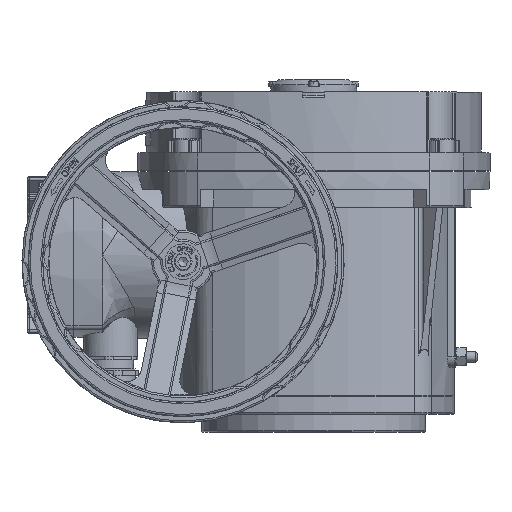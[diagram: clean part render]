
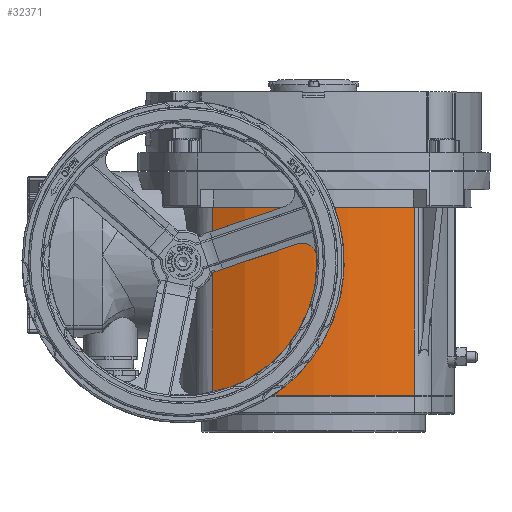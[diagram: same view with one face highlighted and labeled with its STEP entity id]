
A CAD part, top view. The second image highlights one B-rep face of the part: STEP entity #32371.
In plain terms, the highlighted cylindrical face has radius 130 mm (diameter 260 mm), a partial arc.
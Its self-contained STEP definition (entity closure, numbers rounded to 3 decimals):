
#3036=LINE('',#61161,#5174);
#3102=LINE('',#61575,#5240);
#5174=VECTOR('',#41488,10.);
#5240=VECTOR('',#41852,10.);
#6404=CYLINDRICAL_SURFACE('',#35301,130.);
#7646=FACE_OUTER_BOUND('',#9525,.T.);
#9525=EDGE_LOOP('',(#25381,#25382,#25383,#25384));
#10400=CIRCLE('',#33434,130.);
#11345=CIRCLE('',#35298,130.);
#12044=VERTEX_POINT('',#46503);
#12045=VERTEX_POINT('',#46505);
#13712=VERTEX_POINT('',#61159);
#13768=VERTEX_POINT('',#61569);
#15100=EDGE_CURVE('',#12044,#12045,#10400,.T.);
#17673=EDGE_CURVE('',#13712,#12044,#3036,.T.);
#17796=EDGE_CURVE('',#13712,#13768,#11345,.T.);
#17798=EDGE_CURVE('',#13768,#12045,#3102,.T.);
#25381=ORIENTED_EDGE('',*,*,#17796,.T.);
#25382=ORIENTED_EDGE('',*,*,#17798,.T.);
#25383=ORIENTED_EDGE('',*,*,#15100,.F.);
#25384=ORIENTED_EDGE('',*,*,#17673,.F.);
#32371=ADVANCED_FACE('',(#7646),#6404,.T.);
#33434=AXIS2_PLACEMENT_3D('',#46506,#36857,#36858);
#35298=AXIS2_PLACEMENT_3D('',#61571,#41846,#41847);
#35301=AXIS2_PLACEMENT_3D('',#61576,#41853,#41854);
#36857=DIRECTION('center_axis',(0.,1.,0.));
#36858=DIRECTION('ref_axis',(-0.433,0.,0.901));
#41488=DIRECTION('',(0.,1.,0.));
#41846=DIRECTION('center_axis',(0.,1.,0.));
#41847=DIRECTION('ref_axis',(-0.433,0.,0.901));
#41852=DIRECTION('',(0.,1.,0.));
#41853=DIRECTION('center_axis',(0.,1.,0.));
#41854=DIRECTION('ref_axis',(-0.433,0.,0.901));
#46503=CARTESIAN_POINT('',(-56.317,125.5,65.678));
#46505=CARTESIAN_POINT('',(56.317,125.5,65.678));
#46506=CARTESIAN_POINT('Origin',(0.,125.5,-51.49));
#61159=CARTESIAN_POINT('',(-56.317,20.5,65.678));
#61161=CARTESIAN_POINT('',(-56.317,20.5,65.678));
#61569=CARTESIAN_POINT('',(56.317,20.5,65.678));
#61571=CARTESIAN_POINT('Origin',(0.,20.5,-51.49));
#61575=CARTESIAN_POINT('',(56.317,20.5,65.678));
#61576=CARTESIAN_POINT('Origin',(0.,20.5,-51.49));
